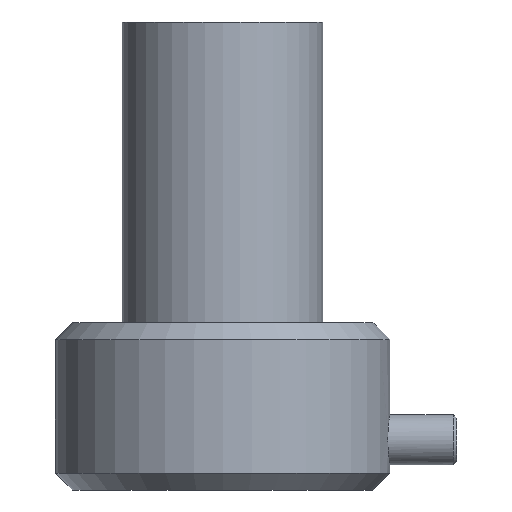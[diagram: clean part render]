
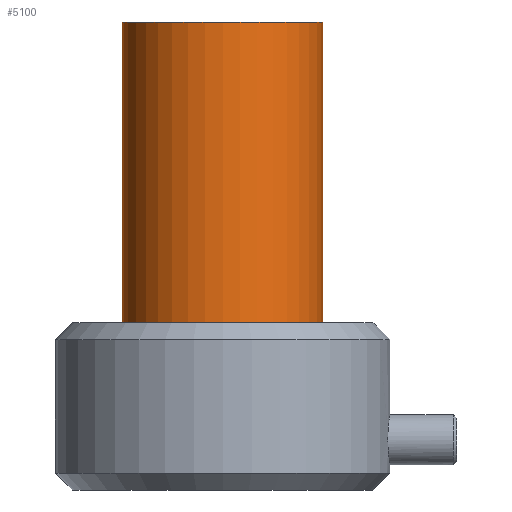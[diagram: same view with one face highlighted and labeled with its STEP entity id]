
A CAD part, front view. The second image highlights one B-rep face of the part: STEP entity #5100.
In plain terms, the highlighted cylindrical face has radius 3 mm (diameter 6 mm), a full revolution.
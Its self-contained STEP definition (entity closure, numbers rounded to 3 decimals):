
#48=CYLINDRICAL_SURFACE('',#5321,3.);
#54=CIRCLE('',#5310,3.);
#59=CIRCLE('',#5322,3.);
#795=FACE_OUTER_BOUND('',#1092,.T.);
#1092=EDGE_LOOP('',(#4596,#4597,#4598,#4599));
#1516=LINE('',#9388,#1943);
#1943=VECTOR('',#5984,3.);
#2435=VERTEX_POINT('',#9368);
#2440=VERTEX_POINT('',#9387);
#3161=EDGE_CURVE('',#2435,#2435,#54,.T.);
#3168=EDGE_CURVE('',#2435,#2440,#1516,.T.);
#3169=EDGE_CURVE('',#2440,#2440,#59,.T.);
#4596=ORIENTED_EDGE('',*,*,#3161,.T.);
#4597=ORIENTED_EDGE('',*,*,#3168,.T.);
#4598=ORIENTED_EDGE('',*,*,#3169,.F.);
#4599=ORIENTED_EDGE('',*,*,#3168,.F.);
#5100=ADVANCED_FACE('',(#795),#48,.T.);
#5310=AXIS2_PLACEMENT_3D('',#9369,#5958,#5959);
#5321=AXIS2_PLACEMENT_3D('',#9386,#5982,#5983);
#5322=AXIS2_PLACEMENT_3D('',#9389,#5985,#5986);
#5958=DIRECTION('center_axis',(0.,0.,-1.));
#5959=DIRECTION('ref_axis',(-1.,0.,0.));
#5982=DIRECTION('center_axis',(0.,0.,1.));
#5983=DIRECTION('ref_axis',(-1.,0.,0.));
#5984=DIRECTION('',(0.,0.,-1.));
#5985=DIRECTION('center_axis',(0.,0.,-1.));
#5986=DIRECTION('ref_axis',(-1.,0.,0.));
#9368=CARTESIAN_POINT('',(3.,0.,9.));
#9369=CARTESIAN_POINT('Origin',(0.,0.,9.));
#9386=CARTESIAN_POINT('Origin',(0.,0.,0.));
#9387=CARTESIAN_POINT('',(3.,0.,0.));
#9388=CARTESIAN_POINT('',(3.,0.,0.));
#9389=CARTESIAN_POINT('Origin',(0.,0.,0.));
